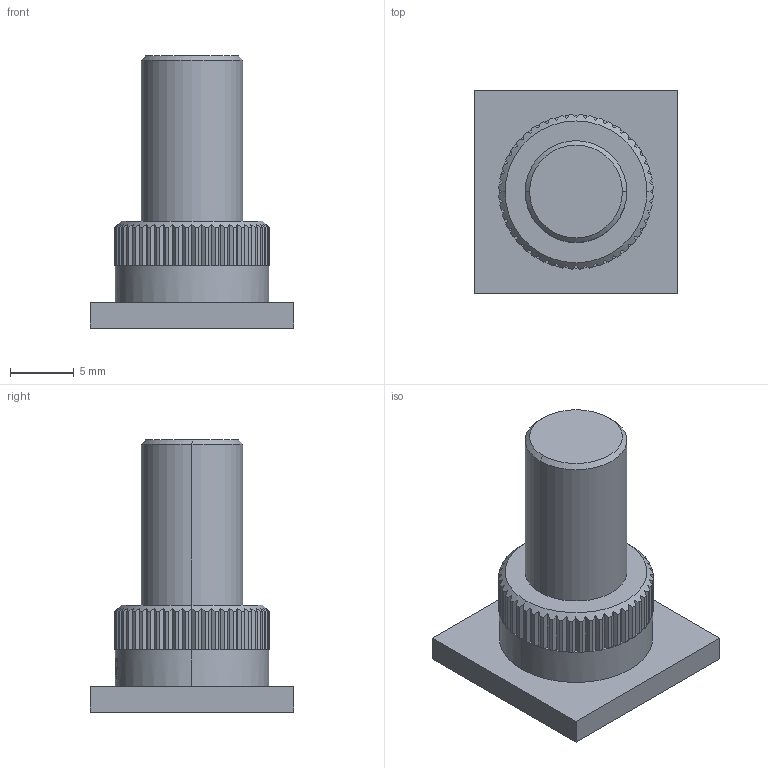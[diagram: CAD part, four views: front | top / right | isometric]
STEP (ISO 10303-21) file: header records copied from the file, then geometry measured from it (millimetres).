
FILE_DESCRIPTION (( 'STEP AP203' ), '1' );
FILE_NAME ('LF991208-B01.STEP', '2021-09-10T10:15:13', ( '' ), ( '' ), 'SwSTEP 2.0', 'SolidWorks 2018', '' );
FILE_SCHEMA (( 'CONFIG_CONTROL_DESIGN' ));
Length unit declared in the file: millimetre
Products named in the file (1): LF991208-B01
Bounding box: 16 x 16 x 21.4 mm (x, y, z)
Volume: 1886.3 mm3; surface area: 1228 mm2
Topology: 1 solids, 1 shells, 283 faces, 731 edges, 454 vertices
Faces by surface type: plane 211, cylinder 54, bspline 14, cone 4
Entity records: 8785 total; most frequent: CARTESIAN_POINT 1986, ORIENTED_EDGE 1462, DIRECTION 1348, EDGE_CURVE 731, AXIS2_PLACEMENT_3D 496, VERTEX_POINT 454, VECTOR 356, LINE 356
